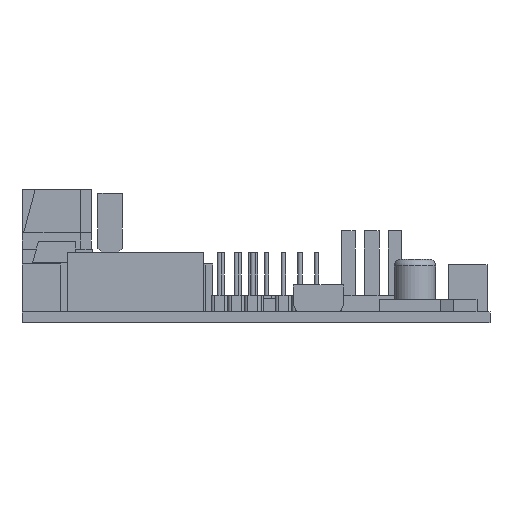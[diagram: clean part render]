
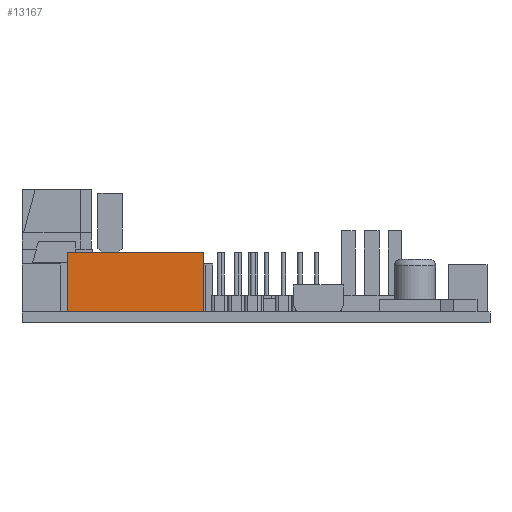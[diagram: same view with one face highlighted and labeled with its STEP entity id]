
A CAD part, front view. The second image highlights one B-rep face of the part: STEP entity #13167.
In plain terms, the highlighted planar face has unit normal (0, -1, 0).
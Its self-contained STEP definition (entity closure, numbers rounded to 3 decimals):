
#12951 = EDGE_CURVE('',#12952,#12954,#12956,.T.);
#12952 = VERTEX_POINT('',#12953);
#12953 = CARTESIAN_POINT('',(0.,0.,0.));
#12954 = VERTEX_POINT('',#12955);
#12955 = CARTESIAN_POINT('',(0.,0.,8.9));
#12956 = SURFACE_CURVE('',#12957,(#12961,#12973),.PCURVE_S1.);
#12957 = LINE('',#12958,#12959);
#12958 = CARTESIAN_POINT('',(0.,0.,0.));
#12959 = VECTOR('',#12960,1.);
#12960 = DIRECTION('',(0.,0.,1.));
#12961 = PCURVE('',#12962,#12967);
#12962 = PLANE('',#12963);
#12963 = AXIS2_PLACEMENT_3D('',#12964,#12965,#12966);
#12964 = CARTESIAN_POINT('',(0.,0.,0.));
#12965 = DIRECTION('',(1.,0.,-0.));
#12966 = DIRECTION('',(0.,0.,1.));
#12967 = DEFINITIONAL_REPRESENTATION('',(#12968),#12972);
#12968 = LINE('',#12969,#12970);
#12969 = CARTESIAN_POINT('',(0.,0.));
#12970 = VECTOR('',#12971,1.);
#12971 = DIRECTION('',(1.,0.));
#12972 = ( GEOMETRIC_REPRESENTATION_CONTEXT(2) 
PARAMETRIC_REPRESENTATION_CONTEXT() REPRESENTATION_CONTEXT('2D SPACE',''
  ) );
#12973 = PCURVE('',#12974,#12979);
#12974 = PLANE('',#12975);
#12975 = AXIS2_PLACEMENT_3D('',#12976,#12977,#12978);
#12976 = CARTESIAN_POINT('',(0.,0.,0.));
#12977 = DIRECTION('',(-0.,1.,0.));
#12978 = DIRECTION('',(0.,0.,1.));
#12979 = DEFINITIONAL_REPRESENTATION('',(#12980),#12984);
#12980 = LINE('',#12981,#12982);
#12981 = CARTESIAN_POINT('',(0.,0.));
#12982 = VECTOR('',#12983,1.);
#12983 = DIRECTION('',(1.,0.));
#12984 = ( GEOMETRIC_REPRESENTATION_CONTEXT(2) 
PARAMETRIC_REPRESENTATION_CONTEXT() REPRESENTATION_CONTEXT('2D SPACE',''
  ) );
#13002 = PLANE('',#13003);
#13003 = AXIS2_PLACEMENT_3D('',#13004,#13005,#13006);
#13004 = CARTESIAN_POINT('',(0.,0.,0.));
#13005 = DIRECTION('',(0.,0.,1.));
#13006 = DIRECTION('',(1.,0.,-0.));
#13056 = PLANE('',#13057);
#13057 = AXIS2_PLACEMENT_3D('',#13058,#13059,#13060);
#13058 = CARTESIAN_POINT('',(0.,0.,8.9));
#13059 = DIRECTION('',(0.,0.,1.));
#13060 = DIRECTION('',(1.,0.,-0.));
#13071 = EDGE_CURVE('',#13072,#13074,#13076,.T.);
#13072 = VERTEX_POINT('',#13073);
#13073 = CARTESIAN_POINT('',(20.45,0.,0.));
#13074 = VERTEX_POINT('',#13075);
#13075 = CARTESIAN_POINT('',(20.45,0.,8.9));
#13076 = SURFACE_CURVE('',#13077,(#13081,#13093),.PCURVE_S1.);
#13077 = LINE('',#13078,#13079);
#13078 = CARTESIAN_POINT('',(20.45,0.,0.));
#13079 = VECTOR('',#13080,1.);
#13080 = DIRECTION('',(0.,0.,1.));
#13081 = PCURVE('',#13082,#13087);
#13082 = PLANE('',#13083);
#13083 = AXIS2_PLACEMENT_3D('',#13084,#13085,#13086);
#13084 = CARTESIAN_POINT('',(20.45,0.,0.));
#13085 = DIRECTION('',(1.,0.,-0.));
#13086 = DIRECTION('',(0.,0.,1.));
#13087 = DEFINITIONAL_REPRESENTATION('',(#13088),#13092);
#13088 = LINE('',#13089,#13090);
#13089 = CARTESIAN_POINT('',(0.,0.));
#13090 = VECTOR('',#13091,1.);
#13091 = DIRECTION('',(1.,0.));
#13092 = ( GEOMETRIC_REPRESENTATION_CONTEXT(2) 
PARAMETRIC_REPRESENTATION_CONTEXT() REPRESENTATION_CONTEXT('2D SPACE',''
  ) );
#13093 = PCURVE('',#12974,#13094);
#13094 = DEFINITIONAL_REPRESENTATION('',(#13095),#13099);
#13095 = LINE('',#13096,#13097);
#13096 = CARTESIAN_POINT('',(0.,20.45));
#13097 = VECTOR('',#13098,1.);
#13098 = DIRECTION('',(1.,0.));
#13099 = ( GEOMETRIC_REPRESENTATION_CONTEXT(2) 
PARAMETRIC_REPRESENTATION_CONTEXT() REPRESENTATION_CONTEXT('2D SPACE',''
  ) );
#13167 = ADVANCED_FACE('',(#13168),#12974,.F.);
#13168 = FACE_BOUND('',#13169,.F.);
#13169 = EDGE_LOOP('',(#13170,#13191,#13192,#13213));
#13170 = ORIENTED_EDGE('',*,*,#13171,.F.);
#13171 = EDGE_CURVE('',#12952,#13072,#13172,.T.);
#13172 = SURFACE_CURVE('',#13173,(#13177,#13184),.PCURVE_S1.);
#13173 = LINE('',#13174,#13175);
#13174 = CARTESIAN_POINT('',(0.,0.,0.));
#13175 = VECTOR('',#13176,1.);
#13176 = DIRECTION('',(1.,0.,-0.));
#13177 = PCURVE('',#12974,#13178);
#13178 = DEFINITIONAL_REPRESENTATION('',(#13179),#13183);
#13179 = LINE('',#13180,#13181);
#13180 = CARTESIAN_POINT('',(0.,0.));
#13181 = VECTOR('',#13182,1.);
#13182 = DIRECTION('',(0.,1.));
#13183 = ( GEOMETRIC_REPRESENTATION_CONTEXT(2) 
PARAMETRIC_REPRESENTATION_CONTEXT() REPRESENTATION_CONTEXT('2D SPACE',''
  ) );
#13184 = PCURVE('',#13002,#13185);
#13185 = DEFINITIONAL_REPRESENTATION('',(#13186),#13190);
#13186 = LINE('',#13187,#13188);
#13187 = CARTESIAN_POINT('',(0.,0.));
#13188 = VECTOR('',#13189,1.);
#13189 = DIRECTION('',(1.,0.));
#13190 = ( GEOMETRIC_REPRESENTATION_CONTEXT(2) 
PARAMETRIC_REPRESENTATION_CONTEXT() REPRESENTATION_CONTEXT('2D SPACE',''
  ) );
#13191 = ORIENTED_EDGE('',*,*,#12951,.T.);
#13192 = ORIENTED_EDGE('',*,*,#13193,.T.);
#13193 = EDGE_CURVE('',#12954,#13074,#13194,.T.);
#13194 = SURFACE_CURVE('',#13195,(#13199,#13206),.PCURVE_S1.);
#13195 = LINE('',#13196,#13197);
#13196 = CARTESIAN_POINT('',(0.,0.,8.9));
#13197 = VECTOR('',#13198,1.);
#13198 = DIRECTION('',(1.,0.,-0.));
#13199 = PCURVE('',#12974,#13200);
#13200 = DEFINITIONAL_REPRESENTATION('',(#13201),#13205);
#13201 = LINE('',#13202,#13203);
#13202 = CARTESIAN_POINT('',(8.9,0.));
#13203 = VECTOR('',#13204,1.);
#13204 = DIRECTION('',(0.,1.));
#13205 = ( GEOMETRIC_REPRESENTATION_CONTEXT(2) 
PARAMETRIC_REPRESENTATION_CONTEXT() REPRESENTATION_CONTEXT('2D SPACE',''
  ) );
#13206 = PCURVE('',#13056,#13207);
#13207 = DEFINITIONAL_REPRESENTATION('',(#13208),#13212);
#13208 = LINE('',#13209,#13210);
#13209 = CARTESIAN_POINT('',(0.,0.));
#13210 = VECTOR('',#13211,1.);
#13211 = DIRECTION('',(1.,0.));
#13212 = ( GEOMETRIC_REPRESENTATION_CONTEXT(2) 
PARAMETRIC_REPRESENTATION_CONTEXT() REPRESENTATION_CONTEXT('2D SPACE',''
  ) );
#13213 = ORIENTED_EDGE('',*,*,#13071,.F.);
